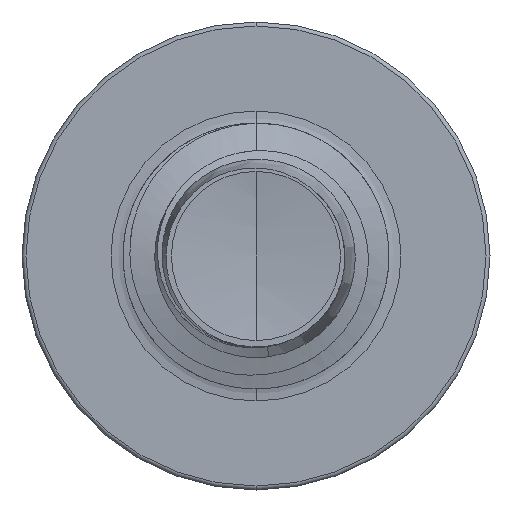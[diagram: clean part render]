
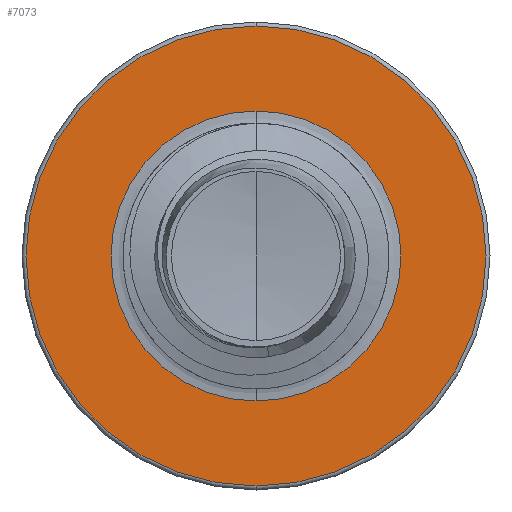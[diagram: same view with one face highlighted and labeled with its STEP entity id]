
A CAD part, front view. The second image highlights one B-rep face of the part: STEP entity #7073.
In plain terms, the highlighted planar face has unit normal (0, -1, 0).
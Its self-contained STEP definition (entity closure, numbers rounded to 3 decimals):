
#105 = ORIENTED_EDGE ( 'NONE', *, *, #10842, .F. ) ;
#1041 = VERTEX_POINT ( 'NONE', #11987 ) ;
#1182 = AXIS2_PLACEMENT_3D ( 'NONE', #5756, #12147, #6835 ) ;
#1405 = CIRCLE ( 'NONE', #1806, 2.163 ) ;
#1502 = EDGE_LOOP ( 'NONE', ( #5426, #105 ) ) ;
#1803 = CARTESIAN_POINT ( 'NONE',  ( 0., 4., 0. ) ) ;
#1806 = AXIS2_PLACEMENT_3D ( 'NONE', #1803, #9336, #3053 ) ;
#2021 = FACE_OUTER_BOUND ( 'NONE', #1502, .T. ) ;
#2373 = AXIS2_PLACEMENT_3D ( 'NONE', #9830, #3740, #10681 ) ;
#2544 = DIRECTION ( 'NONE',  ( 0., 0., 1. ) ) ;
#2590 = DIRECTION ( 'NONE',  ( 0., 1., 0. ) ) ;
#2711 = PLANE ( 'NONE',  #7011 ) ;
#2765 = CARTESIAN_POINT ( 'NONE',  ( 0., 4., -1.363 ) ) ;
#3013 = CARTESIAN_POINT ( 'NONE',  ( 0., 4., -2.162 ) ) ;
#3053 = DIRECTION ( 'NONE',  ( 0., 0., 1. ) ) ;
#3117 = CARTESIAN_POINT ( 'NONE',  ( 0., 4., -1.363 ) ) ;
#3740 = DIRECTION ( 'NONE',  ( 0., 1., 0. ) ) ;
#4114 = AXIS2_PLACEMENT_3D ( 'NONE', #4402, #11130, #5559 ) ;
#4169 = EDGE_LOOP ( 'NONE', ( #11055, #10614 ) ) ;
#4355 = VERTEX_POINT ( 'NONE', #7343 ) ;
#4402 = CARTESIAN_POINT ( 'NONE',  ( 0., 4., 0. ) ) ;
#4929 = VERTEX_POINT ( 'NONE', #3013 ) ;
#5426 = ORIENTED_EDGE ( 'NONE', *, *, #11100, .F. ) ;
#5555 = CIRCLE ( 'NONE', #1182, 1.363 ) ;
#5559 = DIRECTION ( 'NONE',  ( 0., 0., 1. ) ) ;
#5756 = CARTESIAN_POINT ( 'NONE',  ( 0., 4., 0. ) ) ;
#6356 = VERTEX_POINT ( 'NONE', #2765 ) ;
#6835 = DIRECTION ( 'NONE',  ( 0., 0., 1. ) ) ;
#7011 = AXIS2_PLACEMENT_3D ( 'NONE', #3117, #2590, #2544 ) ;
#7073 = ADVANCED_FACE ( 'NONE', ( #2021, #8294 ), #2711, .F. ) ;
#7343 = CARTESIAN_POINT ( 'NONE',  ( 0., 4., 2.163 ) ) ;
#8294 = FACE_BOUND ( 'NONE', #4169, .T. ) ;
#9250 = CIRCLE ( 'NONE', #4114, 1.363 ) ;
#9336 = DIRECTION ( 'NONE',  ( 0., 1., 0. ) ) ;
#9830 = CARTESIAN_POINT ( 'NONE',  ( 0., 4., 0. ) ) ;
#10192 = CIRCLE ( 'NONE', #2373, 2.163 ) ;
#10415 = EDGE_CURVE ( 'NONE', #6356, #1041, #9250, .T. ) ;
#10614 = ORIENTED_EDGE ( 'NONE', *, *, #10415, .T. ) ;
#10681 = DIRECTION ( 'NONE',  ( 0., 0., 1. ) ) ;
#10842 = EDGE_CURVE ( 'NONE', #4929, #4355, #10192, .T. ) ;
#11055 = ORIENTED_EDGE ( 'NONE', *, *, #11723, .T. ) ;
#11100 = EDGE_CURVE ( 'NONE', #4355, #4929, #1405, .T. ) ;
#11130 = DIRECTION ( 'NONE',  ( 0., 1., 0. ) ) ;
#11723 = EDGE_CURVE ( 'NONE', #1041, #6356, #5555, .T. ) ;
#11987 = CARTESIAN_POINT ( 'NONE',  ( 0., 4., 1.363 ) ) ;
#12147 = DIRECTION ( 'NONE',  ( 0., 1., 0. ) ) ;
